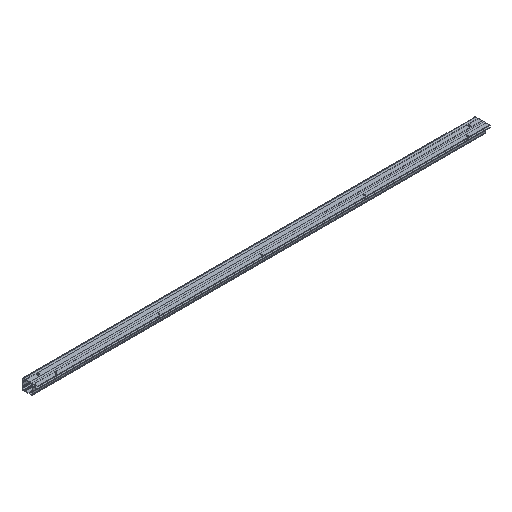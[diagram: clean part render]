
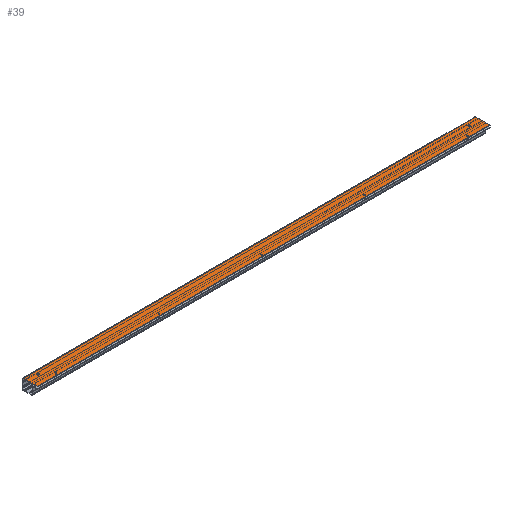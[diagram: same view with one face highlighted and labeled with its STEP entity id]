
A CAD part, isometric view. The second image highlights one B-rep face of the part: STEP entity #39.
In plain terms, the highlighted planar face has unit normal (0, 0, 1).
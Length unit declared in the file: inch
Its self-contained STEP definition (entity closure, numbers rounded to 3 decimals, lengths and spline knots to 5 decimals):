
#38 = CARTESIAN_POINT ( 'NONE',  ( 67.2125, -1.1705, 0.828 ) ) ;
#39 = ADVANCED_FACE ( 'NONE', ( #2060, #1692, #2273, #1442, #681, #473, #2283, #2165 ), #1278, .F. ) ;
#60 = DIRECTION ( 'NONE',  ( 0., 0., -1. ) ) ;
#88 = DIRECTION ( 'NONE',  ( 0., 1., 0. ) ) ;
#93 = VERTEX_POINT ( 'NONE', #1158 ) ;
#205 = AXIS2_PLACEMENT_3D ( 'NONE', #2119, #4612, #2473 ) ;
#291 = ORIENTED_EDGE ( 'NONE', *, *, #4178, .T. ) ;
#380 = CIRCLE ( 'NONE', #866, 0.095 ) ;
#396 = AXIS2_PLACEMENT_3D ( 'NONE', #4397, #2256, #88 ) ;
#399 = DIRECTION ( 'NONE',  ( 0., 0., 1. ) ) ;
#473 = FACE_BOUND ( 'NONE', #2388, .T. ) ;
#500 = AXIS2_PLACEMENT_3D ( 'NONE', #3416, #399, #1139 ) ;
#509 = EDGE_LOOP ( 'NONE', ( #638 ) ) ;
#537 = AXIS2_PLACEMENT_3D ( 'NONE', #2231, #60, #2595 ) ;
#561 = EDGE_CURVE ( 'NONE', #2559, #1718, #1014, .T. ) ;
#638 = ORIENTED_EDGE ( 'NONE', *, *, #2864, .F. ) ;
#681 = FACE_OUTER_BOUND ( 'NONE', #869, .T. ) ;
#717 = CARTESIAN_POINT ( 'NONE',  ( 51.2125, -1.2655, 0.828 ) ) ;
#723 = CARTESIAN_POINT ( 'NONE',  ( 70.425, -1.538, 0.828 ) ) ;
#761 = AXIS2_PLACEMENT_3D ( 'NONE', #907, #4471, #3077 ) ;
#866 = AXIS2_PLACEMENT_3D ( 'NONE', #3134, #969, #3506 ) ;
#869 = EDGE_LOOP ( 'NONE', ( #2462, #4595, #2106, #1974 ) ) ;
#903 = CARTESIAN_POINT ( 'NONE',  ( 70.425, -1.538, 0.828 ) ) ;
#907 = CARTESIAN_POINT ( 'NONE',  ( 70.425, 0.613, 0.828 ) ) ;
#912 = CIRCLE ( 'NONE', #3063, 0.095 ) ;
#969 = DIRECTION ( 'NONE',  ( 0., 0., -1. ) ) ;
#1014 = LINE ( 'NONE', #1977, #3275 ) ;
#1097 = DIRECTION ( 'NONE',  ( 0., 1., 0. ) ) ;
#1099 = EDGE_LOOP ( 'NONE', ( #1619 ) ) ;
#1139 = DIRECTION ( 'NONE',  ( 1., 0., 0. ) ) ;
#1158 = CARTESIAN_POINT ( 'NONE',  ( 3.2125, -1.1705, 0.828 ) ) ;
#1255 = VECTOR ( 'NONE', #1651, 39.37008 ) ;
#1278 = PLANE ( 'NONE',  #761 ) ;
#1411 = EDGE_CURVE ( 'NONE', #3526, #3526, #1506, .T. ) ;
#1442 = FACE_BOUND ( 'NONE', #2783, .T. ) ;
#1506 = CIRCLE ( 'NONE', #4172, 0.095 ) ;
#1527 = CARTESIAN_POINT ( 'NONE',  ( 51.2125, -1.1705, 0.828 ) ) ;
#1595 = EDGE_LOOP ( 'NONE', ( #3776 ) ) ;
#1619 = ORIENTED_EDGE ( 'NONE', *, *, #4104, .T. ) ;
#1651 = DIRECTION ( 'NONE',  ( -1., 0., 0. ) ) ;
#1692 = FACE_BOUND ( 'NONE', #1864, .T. ) ;
#1718 = VERTEX_POINT ( 'NONE', #723 ) ;
#1764 = CARTESIAN_POINT ( 'NONE',  ( 70.425, 0.613, 0.828 ) ) ;
#1816 = VECTOR ( 'NONE', #2804, 39.37008 ) ;
#1864 = EDGE_LOOP ( 'NONE', ( #3007 ) ) ;
#1945 = VECTOR ( 'NONE', #3789, 39.37008 ) ;
#1974 = ORIENTED_EDGE ( 'NONE', *, *, #3989, .T. ) ;
#1977 = CARTESIAN_POINT ( 'NONE',  ( 70.425, 0.613, 0.828 ) ) ;
#1987 = CARTESIAN_POINT ( 'NONE',  ( 67.2125, -1.2655, 0.828 ) ) ;
#2060 = FACE_BOUND ( 'NONE', #509, .T. ) ;
#2089 = VERTEX_POINT ( 'NONE', #3262 ) ;
#2106 = ORIENTED_EDGE ( 'NONE', *, *, #561, .F. ) ;
#2119 = CARTESIAN_POINT ( 'NONE',  ( 1.675, 0., 0.828 ) ) ;
#2165 = FACE_BOUND ( 'NONE', #1595, .T. ) ;
#2231 = CARTESIAN_POINT ( 'NONE',  ( 19.2125, -1.2655, 0.828 ) ) ;
#2256 = DIRECTION ( 'NONE',  ( 0., 0., -1. ) ) ;
#2273 = FACE_BOUND ( 'NONE', #3662, .T. ) ;
#2283 = FACE_BOUND ( 'NONE', #1099, .T. ) ;
#2331 = DIRECTION ( 'NONE',  ( 0., 1., 0. ) ) ;
#2384 = EDGE_CURVE ( 'NONE', #2089, #2889, #4545, .T. ) ;
#2388 = EDGE_LOOP ( 'NONE', ( #3389 ) ) ;
#2462 = ORIENTED_EDGE ( 'NONE', *, *, #2384, .T. ) ;
#2473 = DIRECTION ( 'NONE',  ( 1., 0., 0. ) ) ;
#2559 = VERTEX_POINT ( 'NONE', #1764 ) ;
#2586 = VERTEX_POINT ( 'NONE', #4018 ) ;
#2588 = CARTESIAN_POINT ( 'NONE',  ( 35.2125, -1.1705, 0.828 ) ) ;
#2595 = DIRECTION ( 'NONE',  ( 0., 1., 0. ) ) ;
#2745 = EDGE_CURVE ( 'NONE', #1718, #2889, #3852, .T. ) ;
#2763 = VERTEX_POINT ( 'NONE', #2588 ) ;
#2783 = EDGE_LOOP ( 'NONE', ( #3186 ) ) ;
#2804 = DIRECTION ( 'NONE',  ( 0., -1., 0. ) ) ;
#2834 = CARTESIAN_POINT ( 'NONE',  ( 0., 0.613, 0.828 ) ) ;
#2864 = EDGE_CURVE ( 'NONE', #3759, #3759, #4463, .T. ) ;
#2889 = VERTEX_POINT ( 'NONE', #3299 ) ;
#3007 = ORIENTED_EDGE ( 'NONE', *, *, #4543, .F. ) ;
#3063 = AXIS2_PLACEMENT_3D ( 'NONE', #717, #3268, #1097 ) ;
#3077 = DIRECTION ( 'NONE',  ( 0., 1., 0. ) ) ;
#3090 = EDGE_CURVE ( 'NONE', #2763, #2763, #3283, .T. ) ;
#3134 = CARTESIAN_POINT ( 'NONE',  ( 3.2125, -1.2655, 0.828 ) ) ;
#3186 = ORIENTED_EDGE ( 'NONE', *, *, #4022, .T. ) ;
#3262 = CARTESIAN_POINT ( 'NONE',  ( 0., 0.613, 0.828 ) ) ;
#3268 = DIRECTION ( 'NONE',  ( 0., 0., -1. ) ) ;
#3275 = VECTOR ( 'NONE', #4274, 39.37008 ) ;
#3283 = CIRCLE ( 'NONE', #396, 0.095 ) ;
#3299 = CARTESIAN_POINT ( 'NONE',  ( 0., -1.538, 0.828 ) ) ;
#3389 = ORIENTED_EDGE ( 'NONE', *, *, #3090, .T. ) ;
#3405 = VERTEX_POINT ( 'NONE', #4377 ) ;
#3416 = CARTESIAN_POINT ( 'NONE',  ( 68.75, 0., 0.828 ) ) ;
#3500 = VERTEX_POINT ( 'NONE', #1527 ) ;
#3506 = DIRECTION ( 'NONE',  ( 0., 1., 0. ) ) ;
#3526 = VERTEX_POINT ( 'NONE', #38 ) ;
#3558 = LINE ( 'NONE', #3820, #1255 ) ;
#3568 = CIRCLE ( 'NONE', #205, 0.133 ) ;
#3662 = EDGE_LOOP ( 'NONE', ( #291 ) ) ;
#3737 = CIRCLE ( 'NONE', #537, 0.095 ) ;
#3759 = VERTEX_POINT ( 'NONE', #4362 ) ;
#3776 = ORIENTED_EDGE ( 'NONE', *, *, #1411, .T. ) ;
#3789 = DIRECTION ( 'NONE',  ( -1., 0., 0. ) ) ;
#3820 = CARTESIAN_POINT ( 'NONE',  ( 70.425, 0.613, 0.828 ) ) ;
#3852 = LINE ( 'NONE', #903, #1945 ) ;
#3989 = EDGE_CURVE ( 'NONE', #2559, #2089, #3558, .T. ) ;
#4018 = CARTESIAN_POINT ( 'NONE',  ( 19.2125, -1.1705, 0.828 ) ) ;
#4022 = EDGE_CURVE ( 'NONE', #93, #93, #380, .T. ) ;
#4104 = EDGE_CURVE ( 'NONE', #3500, #3500, #912, .T. ) ;
#4172 = AXIS2_PLACEMENT_3D ( 'NONE', #1987, #4484, #2331 ) ;
#4178 = EDGE_CURVE ( 'NONE', #2586, #2586, #3737, .T. ) ;
#4274 = DIRECTION ( 'NONE',  ( 0., -1., 0. ) ) ;
#4362 = CARTESIAN_POINT ( 'NONE',  ( 68.883, 0., 0.828 ) ) ;
#4377 = CARTESIAN_POINT ( 'NONE',  ( 1.808, 0., 0.828 ) ) ;
#4397 = CARTESIAN_POINT ( 'NONE',  ( 35.2125, -1.2655, 0.828 ) ) ;
#4463 = CIRCLE ( 'NONE', #500, 0.133 ) ;
#4471 = DIRECTION ( 'NONE',  ( 0., 0., -1. ) ) ;
#4484 = DIRECTION ( 'NONE',  ( 0., 0., -1. ) ) ;
#4543 = EDGE_CURVE ( 'NONE', #3405, #3405, #3568, .T. ) ;
#4545 = LINE ( 'NONE', #2834, #1816 ) ;
#4595 = ORIENTED_EDGE ( 'NONE', *, *, #2745, .F. ) ;
#4612 = DIRECTION ( 'NONE',  ( 0., 0., 1. ) ) ;
